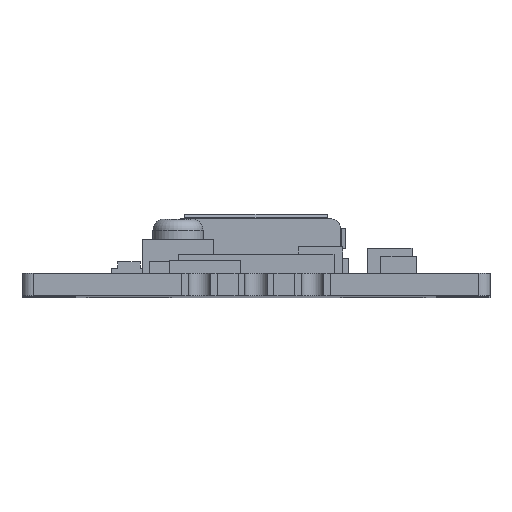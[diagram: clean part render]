
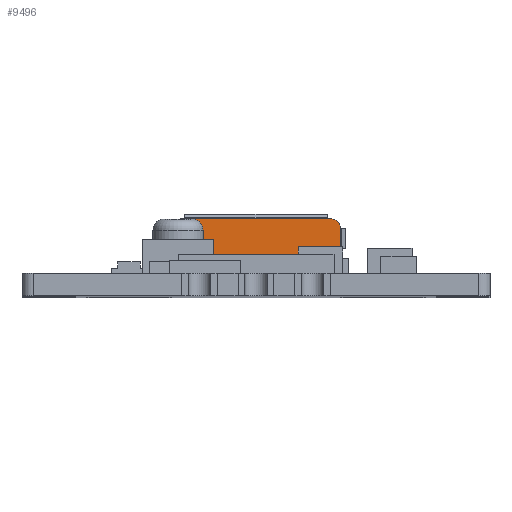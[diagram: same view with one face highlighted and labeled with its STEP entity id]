
A CAD part, top view. The second image highlights one B-rep face of the part: STEP entity #9496.
In plain terms, the highlighted planar face has unit normal (0, 0, 1).
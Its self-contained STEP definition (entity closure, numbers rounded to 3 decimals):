
#446=FACE_OUTER_BOUND('',#908,.T.);
#908=EDGE_LOOP('',(#6740,#6741,#6742,#6743,#6744,#6745,#6746,#6747,#6748,
#6749,#6750,#6751));
#1405=CIRCLE('',#10012,0.4);
#1406=CIRCLE('',#10015,0.4);
#1407=CIRCLE('',#10018,0.4);
#1408=CIRCLE('',#10021,0.4);
#1409=CIRCLE('',#10024,0.4);
#1410=CIRCLE('',#10026,0.4);
#2054=LINE('',#14131,#3015);
#2058=LINE('',#14140,#3019);
#2061=LINE('',#14148,#3022);
#2064=LINE('',#14156,#3025);
#2067=LINE('',#14164,#3028);
#2071=LINE('',#14175,#3032);
#3015=VECTOR('',#11340,1000.);
#3019=VECTOR('',#11350,1000.);
#3022=VECTOR('',#11359,1000.);
#3025=VECTOR('',#11368,1000.);
#3028=VECTOR('',#11377,1000.);
#3032=VECTOR('',#11391,10.);
#3923=VERTEX_POINT('',#14129);
#3924=VERTEX_POINT('',#14130);
#3925=VERTEX_POINT('',#14135);
#3926=VERTEX_POINT('',#14139);
#3927=VERTEX_POINT('',#14143);
#3928=VERTEX_POINT('',#14147);
#3929=VERTEX_POINT('',#14151);
#3930=VERTEX_POINT('',#14155);
#3931=VERTEX_POINT('',#14159);
#3932=VERTEX_POINT('',#14163);
#3933=VERTEX_POINT('',#14167);
#3934=VERTEX_POINT('',#14171);
#5028=EDGE_CURVE('',#3923,#3924,#2054,.T.);
#5031=EDGE_CURVE('',#3925,#3923,#1405,.T.);
#5033=EDGE_CURVE('',#3926,#3925,#2058,.T.);
#5035=EDGE_CURVE('',#3927,#3926,#1406,.T.);
#5037=EDGE_CURVE('',#3928,#3927,#2061,.T.);
#5039=EDGE_CURVE('',#3929,#3928,#1407,.T.);
#5041=EDGE_CURVE('',#3930,#3929,#2064,.T.);
#5043=EDGE_CURVE('',#3931,#3930,#1408,.T.);
#5045=EDGE_CURVE('',#3932,#3931,#2067,.T.);
#5047=EDGE_CURVE('',#3933,#3932,#1409,.T.);
#5049=EDGE_CURVE('',#3924,#3934,#1410,.T.);
#5051=EDGE_CURVE('',#3934,#3933,#2071,.T.);
#6740=ORIENTED_EDGE('',*,*,#5049,.F.);
#6741=ORIENTED_EDGE('',*,*,#5028,.F.);
#6742=ORIENTED_EDGE('',*,*,#5031,.F.);
#6743=ORIENTED_EDGE('',*,*,#5033,.F.);
#6744=ORIENTED_EDGE('',*,*,#5035,.F.);
#6745=ORIENTED_EDGE('',*,*,#5037,.F.);
#6746=ORIENTED_EDGE('',*,*,#5039,.F.);
#6747=ORIENTED_EDGE('',*,*,#5041,.F.);
#6748=ORIENTED_EDGE('',*,*,#5043,.F.);
#6749=ORIENTED_EDGE('',*,*,#5045,.F.);
#6750=ORIENTED_EDGE('',*,*,#5047,.F.);
#6751=ORIENTED_EDGE('',*,*,#5051,.F.);
#9135=PLANE('',#10027);
#9496=ADVANCED_FACE('',(#446),#9135,.F.);
#10012=AXIS2_PLACEMENT_3D('',#14136,#11345,#11346);
#10015=AXIS2_PLACEMENT_3D('',#14144,#11354,#11355);
#10018=AXIS2_PLACEMENT_3D('',#14152,#11363,#11364);
#10021=AXIS2_PLACEMENT_3D('',#14160,#11372,#11373);
#10024=AXIS2_PLACEMENT_3D('',#14168,#11381,#11382);
#10026=AXIS2_PLACEMENT_3D('',#14172,#11386,#11387);
#10027=AXIS2_PLACEMENT_3D('',#14174,#11389,#11390);
#11340=DIRECTION('',(-0.665,-0.747,0.));
#11345=DIRECTION('center_axis',(0.,0.,-1.));
#11346=DIRECTION('ref_axis',(-1.,0.,0.));
#11350=DIRECTION('',(0.,-1.,0.));
#11354=DIRECTION('center_axis',(0.,0.,-1.));
#11355=DIRECTION('ref_axis',(1.,0.,0.));
#11359=DIRECTION('',(1.,0.,0.));
#11363=DIRECTION('center_axis',(0.,0.,-1.));
#11364=DIRECTION('ref_axis',(-1.,0.,0.));
#11368=DIRECTION('',(0.,1.,0.));
#11372=DIRECTION('center_axis',(0.,0.,-1.));
#11373=DIRECTION('ref_axis',(1.,0.,0.));
#11377=DIRECTION('',(-0.665,0.747,0.));
#11381=DIRECTION('center_axis',(0.,0.,-1.));
#11382=DIRECTION('ref_axis',(1.,0.,0.));
#11386=DIRECTION('center_axis',(0.,0.,-1.));
#11387=DIRECTION('ref_axis',(-1.,0.,0.));
#11389=DIRECTION('center_axis',(0.,0.,-1.));
#11390=DIRECTION('ref_axis',(-1.,0.,0.));
#11391=DIRECTION('',(-1.,0.,0.));
#14129=CARTESIAN_POINT('',(14.189,1.526,-46.7));
#14130=CARTESIAN_POINT('',(13.394,0.634,-46.7));
#14131=CARTESIAN_POINT('',(14.189,1.526,-46.7));
#14135=CARTESIAN_POINT('',(14.29,1.792,-46.7));
#14136=CARTESIAN_POINT('Origin',(13.89,1.792,-46.7));
#14139=CARTESIAN_POINT('',(14.29,2.62,-46.7));
#14140=CARTESIAN_POINT('',(14.29,2.62,-46.7));
#14143=CARTESIAN_POINT('',(13.89,3.02,-46.7));
#14144=CARTESIAN_POINT('Origin',(13.89,2.62,-46.7));
#14147=CARTESIAN_POINT('',(7.11,3.02,-46.7));
#14148=CARTESIAN_POINT('',(13.89,3.02,-46.7));
#14151=CARTESIAN_POINT('',(6.71,2.62,-46.7));
#14152=CARTESIAN_POINT('Origin',(7.11,2.62,-46.7));
#14155=CARTESIAN_POINT('',(6.71,1.792,-46.7));
#14156=CARTESIAN_POINT('',(6.71,2.62,-46.7));
#14159=CARTESIAN_POINT('',(6.811,1.526,-46.7));
#14160=CARTESIAN_POINT('Origin',(7.11,1.792,-46.7));
#14163=CARTESIAN_POINT('',(7.606,0.634,-46.7));
#14164=CARTESIAN_POINT('',(6.811,1.526,-46.7));
#14167=CARTESIAN_POINT('',(7.904,0.5,-46.7));
#14168=CARTESIAN_POINT('Origin',(7.904,0.9,-46.7));
#14171=CARTESIAN_POINT('',(13.096,0.5,-46.7));
#14172=CARTESIAN_POINT('Origin',(13.096,0.9,-46.7));
#14174=CARTESIAN_POINT('Origin',(13.096,0.9,-46.7));
#14175=CARTESIAN_POINT('',(16.798,0.5,-46.7));
